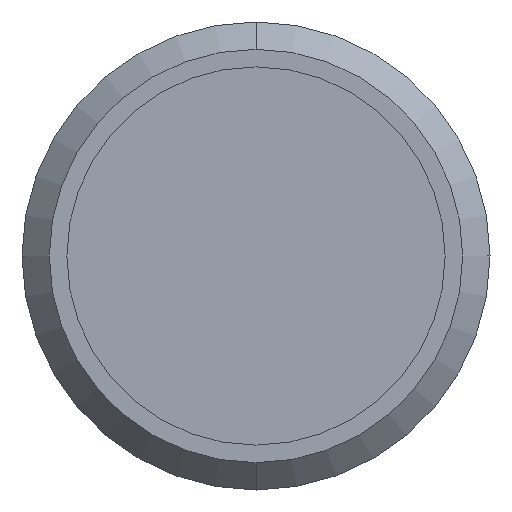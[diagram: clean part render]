
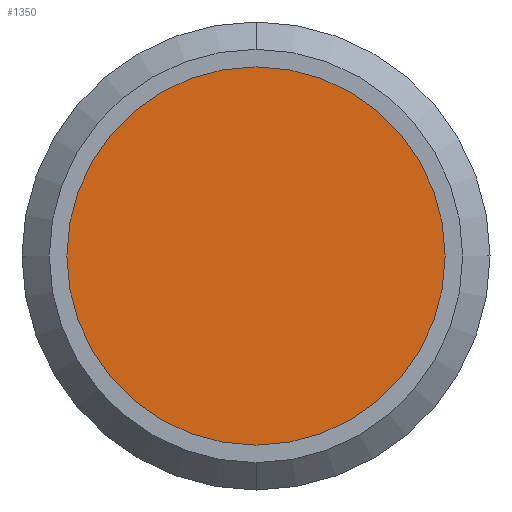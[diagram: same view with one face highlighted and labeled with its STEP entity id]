
A CAD part, front view. The second image highlights one B-rep face of the part: STEP entity #1350.
In plain terms, the highlighted planar face has unit normal (0, -1, 0).
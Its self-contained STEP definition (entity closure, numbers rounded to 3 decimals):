
#1350=ADVANCED_FACE('',(#2614),#2615,.T.);
#2614=FACE_OUTER_BOUND('',#3885,.T.);
#2615=PLANE('',#3886);
#3885=EDGE_LOOP('',(#7087,#7088));
#3886=AXIS2_PLACEMENT_3D('',#7089,#7090,#7091);
#7087=ORIENTED_EDGE('',*,*,#8285,.T.);
#7088=ORIENTED_EDGE('',*,*,#8298,.T.);
#7089=CARTESIAN_POINT('',(0.0,-0.01,2.425));
#7090=DIRECTION('',(0.0,-1.0,0.0));
#7091=DIRECTION('',(0.0,0.0,1.0));
#8285=EDGE_CURVE('',#9898,#9902,#9904,.T.);
#8298=EDGE_CURVE('',#9902,#9898,#9921,.T.);
#9898=VERTEX_POINT('',#12217);
#9902=VERTEX_POINT('',#12222);
#9904=CIRCLE('',#12225,4.85);
#9921=CIRCLE('',#12244,4.85);
#12217=CARTESIAN_POINT('',(0.0,-0.01,4.85));
#12222=CARTESIAN_POINT('',(0.,-0.01,-4.85));
#12225=AXIS2_PLACEMENT_3D('',#13820,#13821,#13822);
#12244=AXIS2_PLACEMENT_3D('',#13840,#13841,#13842);
#13820=CARTESIAN_POINT('',(0.0,-0.01,0.0));
#13821=DIRECTION('',(0.0,-1.0,0.0));
#13822=DIRECTION('',(0.0,0.0,1.0));
#13840=CARTESIAN_POINT('',(0.0,-0.01,0.0));
#13841=DIRECTION('',(0.0,-1.0,0.0));
#13842=DIRECTION('',(0.0,0.0,1.0));
